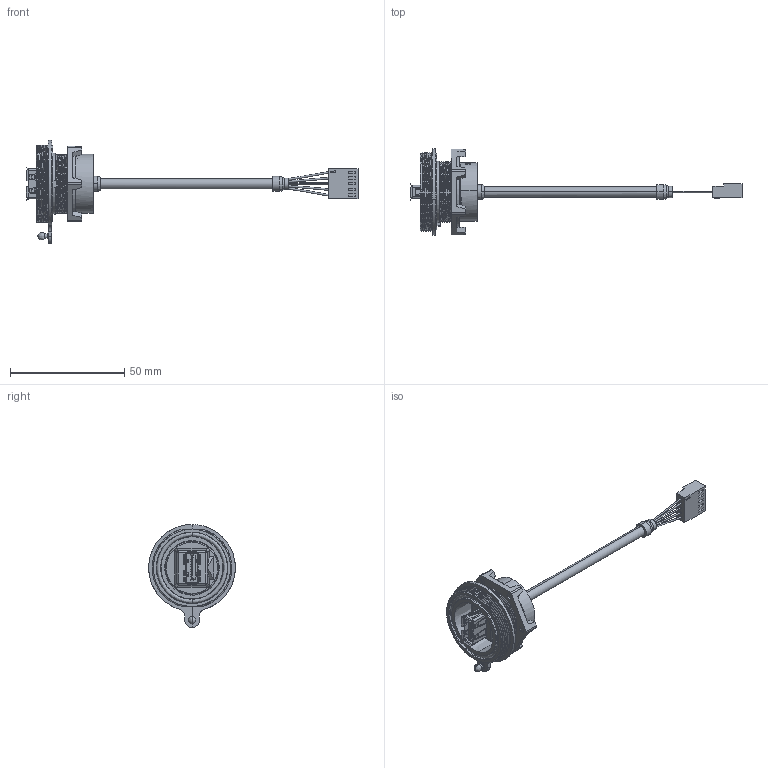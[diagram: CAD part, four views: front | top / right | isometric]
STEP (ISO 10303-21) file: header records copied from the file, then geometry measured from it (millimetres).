
FILE_DESCRIPTION(('STEP AP242'),'1');
FILE_NAME('px0843-a.stp','2024-01-19T11:53:50',('TraceParts'),('TraceParts S.A.'),'Spatial InterOp 3D',' ',' ');
FILE_SCHEMA(('AP242_MANAGED_MODEL_BASED_3D_ENGINEERING_MIM_LF {1 0 10303 442 1 1 4}'));
Length unit declared in the file: millimetre
Products named in the file (1): px0843-a_1
Bounding box: 145.3 x 37.92 x 45.09 mm (x, y, z)
Volume: 13908.8 mm3; surface area: 13703.2 mm2
Topology: 2 solids, 2 shells, 967 faces, 2743 edges, 1772 vertices
Faces by surface type: plane 521, cylinder 230, bspline 142, cone 74
Entity records: 56919 total; most frequent: CARTESIAN_POINT 24036, ORIENTED_EDGE 5462, DIRECTION 4767, EDGE_CURVE 2731, VERTEX_POINT 1770, AXIS2_PLACEMENT_3D 1699, PRESENTATION_STYLE_ASSIGNMENT 1402, COLOUR_RGB 1402
